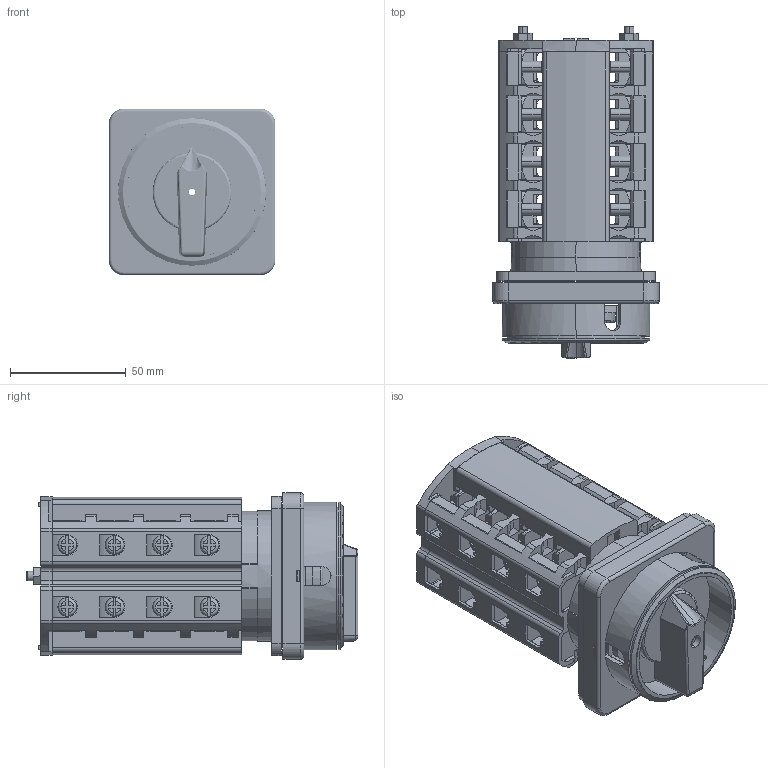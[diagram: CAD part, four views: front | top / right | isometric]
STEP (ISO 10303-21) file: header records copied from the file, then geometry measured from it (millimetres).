
FILE_DESCRIPTION((''),'2;1');
FILE_NAME('1P-WCOL_ASM','2021-12-07T',('marketing.praksa'),('Audax d.o.o.'),'CREO PARAMETRIC BY PTC INC, 2017480','CREO PARAMETRIC BY PTC INC, 2017480','');
FILE_SCHEMA(('AUTOMOTIVE_DESIGN { 1 0 10303 214 1 1 1 1 }'));
Products named in the file (51): CVRST2_3-3_PODLOSKA_63_3-1-SO_1; CVRST2_3-2_M6X12_3-1-SOLID1_1; KUKISTE63_3-1-SOLID1_1; CVRST1_3-1_M6X12_3-1-SOLID1_1; CVRST2_3-2_PODLOSKA_63_3-1-SO_1; CVRST1_3-1_PODLOSKA_63_3-1-SO_1; CVRST2_3-1_M6X12_3-1-SOLID1_1; CVRST2_3-3_M6X12_3-1-SOLID1_1; CVRST2_3-3_PODLOSKA_63_3-1-SO_2; CVRST2_3-2_M6X12_3-1-SOLID1_1_1; CVRST1_3-1_M6X12_3-1-SOLID1_1_1; CVRST2_3-2_PODLOSKA_63_3-1-SO_2; CVRST1_3-1_PODLOSKA_63_3-1-SO_2; CVRST2_3-3_PODLOSKA_63_3-1-SO_4; CVRST2_3-2_M6X12_3-1-SOLID1_1_3; CVRST1_3-1_M6X12_3-1-SOLID1_1_3; CVRST2_3-2_PODLOSKA_63_3-1-SO_4; CVRST1_3-1_PODLOSKA_63_3-1-SO_4; CVRST2_3-1_M6X12_3-1-SOLID1_1_3; CVRST2_3-3_M6X12_3-1-SOLID1_1_3; CVRST2_3-1_PODLOSKA_63_3-1-SO_4; CVRST2_3-1_M6X12_3-1-SOLID1_1_1; CVRST2_3-3_PODLOSKA_63_3-1-SO_3; CVRST2_3-2_M6X12_3-1-SOLID1_1_2; CVRST1_3-1_M6X12_3-1-SOLID1_1_2; CVRST2_3-2_PODLOSKA_63_3-1-SO_3; CVRST1_3-1_PODLOSKA_63_3-1-SO_3; CVRST2_3-1_M6X12_3-1-SOLID1_1_2; CVRST2_3-3_M6X12_3-1-SOLID1_1_2; CVRST2_3-1_PODLOSKA_63_3-1-SO_3; CVRST2_3-3_M6X12_3-1-SOLID1_1_1; CVRST2_3-1_PODLOSKA_63_3-1-SO_2; CVRST2_3-1_PODLOSKA_63_3-1-SO_1; IN_ASM_1_ASM; KOMPLET_BS40_BRAVA_LK_TON-301_1; ZAVRTKA_3-1-SOLID1_1; KAPAK63_3-1-SOLID1_1; MATICA_M4_3-1-SOLID1_1; ZAVRTKA_3-2-SOLID1_1; MATICA_M4_3-2-SOLID1_1 ...
Assembly tree (50 placements, depth 4):
  1P-WCOL_ASM
    IN_ASM_1_ASM
      CVRST2_3-3_PODLOSKA_63_3-1-SO_1
      CVRST2_3-2_M6X12_3-1-SOLID1_1
      KUKISTE63_3-1-SOLID1_1
      CVRST1_3-1_M6X12_3-1-SOLID1_1
      CVRST2_3-2_PODLOSKA_63_3-1-SO_1
      CVRST1_3-1_PODLOSKA_63_3-1-SO_1
      CVRST2_3-1_M6X12_3-1-SOLID1_1
      CVRST2_3-3_M6X12_3-1-SOLID1_1
      CVRST2_3-3_PODLOSKA_63_3-1-SO_2
      CVRST2_3-2_M6X12_3-1-SOLID1_1_1
      CVRST1_3-1_M6X12_3-1-SOLID1_1_1
      CVRST2_3-2_PODLOSKA_63_3-1-SO_2
      CVRST1_3-1_PODLOSKA_63_3-1-SO_2
      CVRST2_3-3_PODLOSKA_63_3-1-SO_4
      CVRST2_3-2_M6X12_3-1-SOLID1_1_3
      CVRST1_3-1_M6X12_3-1-SOLID1_1_3
      CVRST2_3-2_PODLOSKA_63_3-1-SO_4
      CVRST1_3-1_PODLOSKA_63_3-1-SO_4
      CVRST2_3-1_M6X12_3-1-SOLID1_1_3
      CVRST2_3-3_M6X12_3-1-SOLID1_1_3
      CVRST2_3-1_PODLOSKA_63_3-1-SO_4
      CVRST2_3-1_M6X12_3-1-SOLID1_1_1
      CVRST2_3-3_PODLOSKA_63_3-1-SO_3
      CVRST2_3-2_M6X12_3-1-SOLID1_1_2
      CVRST1_3-1_M6X12_3-1-SOLID1_1_2
      CVRST2_3-2_PODLOSKA_63_3-1-SO_3
      CVRST1_3-1_PODLOSKA_63_3-1-SO_3
      CVRST2_3-1_M6X12_3-1-SOLID1_1_2
      CVRST2_3-3_M6X12_3-1-SOLID1_1_2
      CVRST2_3-1_PODLOSKA_63_3-1-SO_3
      CVRST2_3-3_M6X12_3-1-SOLID1_1_1
      CVRST2_3-1_PODLOSKA_63_3-1-SO_2
      CVRST2_3-1_PODLOSKA_63_3-1-SO_1
    KOMPLET_BS40_BRAVA_LK_TON-301_1
    NMMU_ASM
      OU_ASM_1_ASM
        ZAVRTKA_3-1-SOLID1_1
        KAPAK63_3-1-SOLID1_1
        MATICA_M4_3-1-SOLID1_1
        ZAVRTKA_3-2-SOLID1_1
        MATICA_M4_3-2-SOLID1_1
    KAPZVEZ_5-1-SOLID1_1
    KOMPLET_BS40_BRAVA_LK_TON-301_2
    KUKZVEZ_3-1-SOLID1_1
    KOMPLET_BS40_BRAVA_LK_TON-301_3
    PRT9569_1_ASM
      PRT9569_1_1
      PRT9569_1_2
      PRT9569_1_3
Bounding box: 72 x 143.52 x 72 mm (x, y, z)
Volume: 218593.7 mm3; surface area: 175654.1 mm2
Topology: 46 solids, 46 shells, 4874 faces, 13318 edges, 8627 vertices
Faces by surface type: plane 2553, cylinder 1920, torus 221, bspline 107, cone 70, sphere 3
Entity records: 204107 total; most frequent: CARTESIAN_POINT 35235, ORIENTED_EDGE 26624, DIRECTION 26174, PRESENTATION_STYLE_ASSIGNMENT 13402, STYLED_ITEM 13402, CURVE_STYLE 13312, EDGE_CURVE 13312, AXIS2_PLACEMENT_3D 8806
